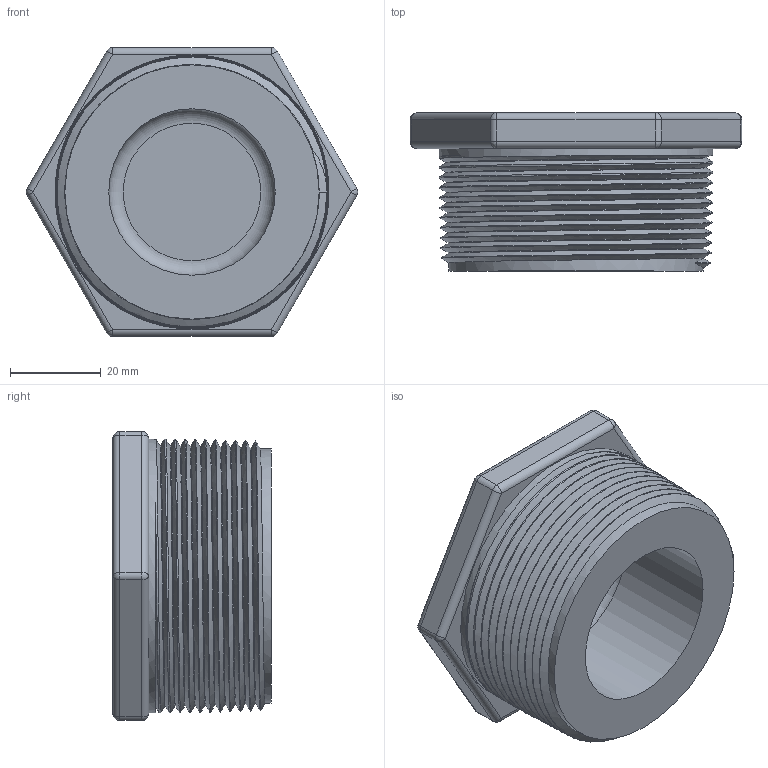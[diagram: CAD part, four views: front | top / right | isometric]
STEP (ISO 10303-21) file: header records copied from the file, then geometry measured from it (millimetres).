
FILE_DESCRIPTION(/* description */ ('2" Pipe Plug'),/* implementation_level */ '2;1');
FILE_NAME(/* name */ 'PLUG200.stp',/* time_stamp */ '2013-11-05T11:32:38-05:00',/* author */ ('DTruax'),/* organization */ (''),/* preprocessor_version */ 'ST-DEVELOPER v15.2',/* originating_system */ 'Autodesk Inventor 2014',/* authorisation */ '');
FILE_SCHEMA (('AUTOMOTIVE_DESIGN { 1 0 10303 214 3 1 1 }'));
Length unit declared in the file: inch
Products named in the file (1): PLUG200
Bounding box: 72.85 x 34.8 x 63.5 mm (x, y, z)
Volume: 71055.6 mm3; surface area: 19616.2 mm2
Topology: 1 solids, 1 shells, 68 faces, 159 edges, 87 vertices
Faces by surface type: cylinder 25, cone 14, sphere 12, plane 11, bspline 5, torus 1
Full cylindrical faces by diameter (mm): 36.576 x1, 60.198 x4
Entity records: 4010 total; most frequent: CARTESIAN_POINT 2932, DIRECTION 228, ORIENTED_EDGE 204, EDGE_CURVE 102, AXIS2_PLACEMENT_3D 94, EDGE_LOOP 59, VERTEX_POINT 57, ADVANCED_FACE 53
